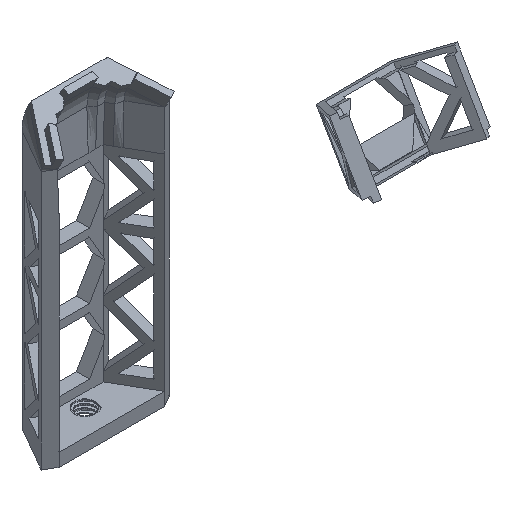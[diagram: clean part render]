
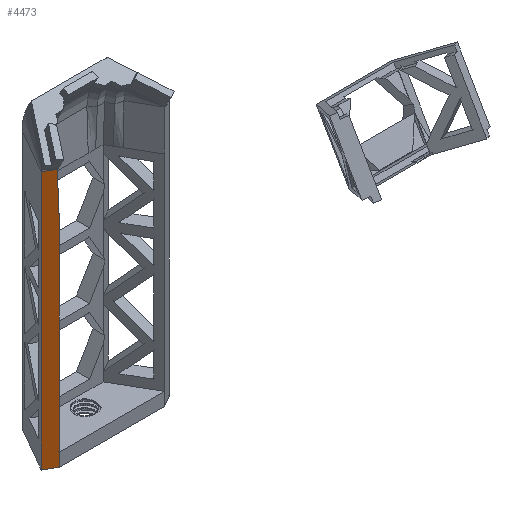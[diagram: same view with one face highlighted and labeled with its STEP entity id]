
A CAD part, isometric view. The second image highlights one B-rep face of the part: STEP entity #4473.
In plain terms, the highlighted planar face has unit normal (-0.5, -0.866, 0).
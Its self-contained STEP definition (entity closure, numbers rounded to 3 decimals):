
#88=PLANE('',#4718);
#286=FACE_OUTER_BOUND('',#508,.T.);
#508=EDGE_LOOP('',(#3195,#3196,#3197,#3198,#3199,#3200));
#840=LINE('',#6499,#1460);
#841=LINE('',#6501,#1461);
#842=LINE('',#6503,#1462);
#843=LINE('',#6505,#1463);
#844=LINE('',#6507,#1464);
#845=LINE('',#6508,#1465);
#1460=VECTOR('',#5027,10.);
#1461=VECTOR('',#5028,10.);
#1462=VECTOR('',#5029,10.);
#1463=VECTOR('',#5030,10.);
#1464=VECTOR('',#5031,10.);
#1465=VECTOR('',#5032,10.);
#2092=VERTEX_POINT('',#6497);
#2093=VERTEX_POINT('',#6498);
#2094=VERTEX_POINT('',#6500);
#2095=VERTEX_POINT('',#6502);
#2096=VERTEX_POINT('',#6504);
#2097=VERTEX_POINT('',#6506);
#2528=EDGE_CURVE('',#2092,#2093,#840,.T.);
#2529=EDGE_CURVE('',#2094,#2093,#841,.T.);
#2530=EDGE_CURVE('',#2094,#2095,#842,.T.);
#2531=EDGE_CURVE('',#2096,#2095,#843,.T.);
#2532=EDGE_CURVE('',#2096,#2097,#844,.T.);
#2533=EDGE_CURVE('',#2097,#2092,#845,.T.);
#3195=ORIENTED_EDGE('',*,*,#2528,.T.);
#3196=ORIENTED_EDGE('',*,*,#2529,.F.);
#3197=ORIENTED_EDGE('',*,*,#2530,.T.);
#3198=ORIENTED_EDGE('',*,*,#2531,.F.);
#3199=ORIENTED_EDGE('',*,*,#2532,.T.);
#3200=ORIENTED_EDGE('',*,*,#2533,.T.);
#4473=ADVANCED_FACE('',(#286),#88,.T.);
#4718=AXIS2_PLACEMENT_3D('',#6496,#5025,#5026);
#5025=DIRECTION('center_axis',(-0.5,-0.866,0.));
#5026=DIRECTION('ref_axis',(0.866,-0.5,0.));
#5027=DIRECTION('',(0.,0.,1.));
#5028=DIRECTION('',(0.028,-0.016,-0.999));
#5029=DIRECTION('',(-0.866,0.5,0.));
#5030=DIRECTION('',(0.,0.,1.));
#5031=DIRECTION('',(0.866,-0.5,0.));
#5032=DIRECTION('',(0.,0.,1.));
#6496=CARTESIAN_POINT('Origin',(-95.993,-42.832,-20.));
#6497=CARTESIAN_POINT('',(-91.663,-45.332,5.));
#6498=CARTESIAN_POINT('',(-91.663,-45.332,83.518));
#6499=CARTESIAN_POINT('',(-91.663,-45.332,30.));
#6500=CARTESIAN_POINT('',(-92.096,-45.082,98.718));
#6501=CARTESIAN_POINT('',(-92.096,-45.082,98.718));
#6502=CARTESIAN_POINT('',(-95.993,-42.832,98.718));
#6503=CARTESIAN_POINT('',(-92.096,-45.082,98.718));
#6504=CARTESIAN_POINT('',(-95.993,-42.832,0.));
#6505=CARTESIAN_POINT('',(-95.993,-42.832,-20.));
#6506=CARTESIAN_POINT('',(-91.663,-45.332,0.));
#6507=CARTESIAN_POINT('',(-87.436,-47.772,0.));
#6508=CARTESIAN_POINT('',(-91.663,-45.332,-20.));
